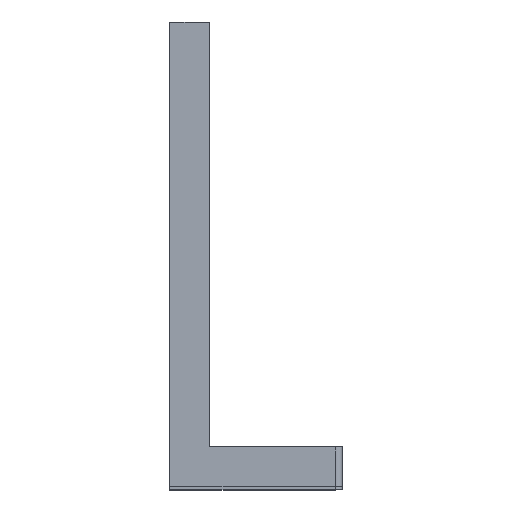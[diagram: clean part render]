
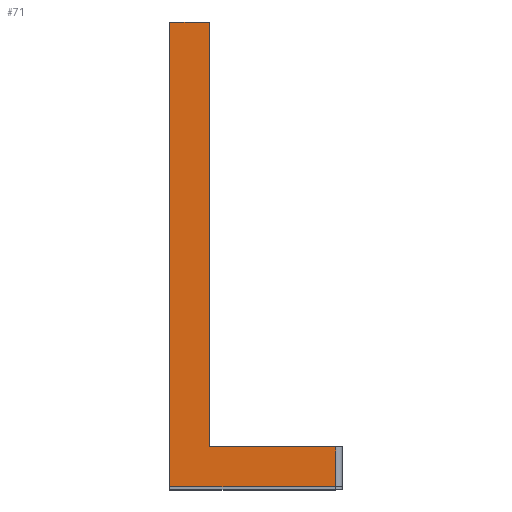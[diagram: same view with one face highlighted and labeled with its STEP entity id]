
A CAD part, top view. The second image highlights one B-rep face of the part: STEP entity #71.
In plain terms, the highlighted planar face has unit normal (0, 0, 1).
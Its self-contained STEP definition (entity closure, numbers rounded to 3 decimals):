
#71=ADVANCED_FACE('NONE',(#169),#170,.F.);
#169=FACE_OUTER_BOUND('',#297,.T.);
#170=PLANE('',#298);
#297=EDGE_LOOP('',(#626,#627,#628,#629,#630,#631));
#298=AXIS2_PLACEMENT_3D('',#632,#633,#634);
#626=ORIENTED_EDGE('',*,*,#915,.F.);
#627=ORIENTED_EDGE('',*,*,#997,.T.);
#628=ORIENTED_EDGE('',*,*,#928,.T.);
#629=ORIENTED_EDGE('',*,*,#943,.T.);
#630=ORIENTED_EDGE('',*,*,#956,.F.);
#631=ORIENTED_EDGE('',*,*,#958,.F.);
#632=CARTESIAN_POINT('',(3.0,35.0,70.0));
#633=DIRECTION('',(0.0,0.0,-1.0));
#634=DIRECTION('',(0.0,-1.0,0.0));
#915=EDGE_CURVE('NONE',#1136,#1138,#1139,.T.);
#928=EDGE_CURVE('NONE',#1159,#1157,#1160,.T.);
#943=EDGE_CURVE('NONE',#1157,#1183,#1185,.T.);
#956=EDGE_CURVE('NONE',#1202,#1183,#1204,.T.);
#958=EDGE_CURVE('NONE',#1138,#1202,#1207,.T.);
#997=EDGE_CURVE('NONE',#1136,#1159,#1267,.T.);
#1136=VERTEX_POINT('NONE',#1436);
#1138=VERTEX_POINT('NONE',#1438);
#1139=LINE('',#1439,#1440);
#1157=VERTEX_POINT('NONE',#1465);
#1159=VERTEX_POINT('NONE',#1468);
#1160=LINE('',#1469,#1470);
#1183=VERTEX_POINT('NONE',#1500);
#1185=LINE('',#1503,#1504);
#1202=VERTEX_POINT('NONE',#1526);
#1204=LINE('',#1529,#1530);
#1207=LINE('',#1534,#1535);
#1267=LINE('',#1615,#1616);
#1436=CARTESIAN_POINT('',(12.5,0.,70.0));
#1438=CARTESIAN_POINT('',(0.0,0.0,70.0));
#1439=CARTESIAN_POINT('',(13.0,0.,70.0));
#1440=VECTOR('',#1779,1000.0);
#1465=CARTESIAN_POINT('',(3.0,3.0,70.0));
#1468=CARTESIAN_POINT('',(12.5,3.0,70.0));
#1469=CARTESIAN_POINT('',(13.0,3.0,70.0));
#1470=VECTOR('',#1800,1000.0);
#1500=CARTESIAN_POINT('',(3.0,35.0,70.0));
#1503=CARTESIAN_POINT('',(3.0,0.0,70.0));
#1504=VECTOR('',#1827,1000.0);
#1526=CARTESIAN_POINT('',(0.0,35.0,70.0));
#1529=CARTESIAN_POINT('',(0.0,35.0,70.0));
#1530=VECTOR('',#1852,1000.0);
#1534=CARTESIAN_POINT('',(0.0,0.0,70.0));
#1535=VECTOR('',#1854,1000.0);
#1615=CARTESIAN_POINT('',(12.5,3.0,70.0));
#1616=VECTOR('',#1929,1000.0);
#1779=DIRECTION('',(-1.0,0.,0.0));
#1800=DIRECTION('',(-1.0,0.,0.0));
#1827=DIRECTION('',(-0.0,1.0,0.0));
#1852=DIRECTION('',(1.0,0.0,0.0));
#1854=DIRECTION('',(0.0,1.0,0.0));
#1929=DIRECTION('',(-0.0,1.0,-0.0));
